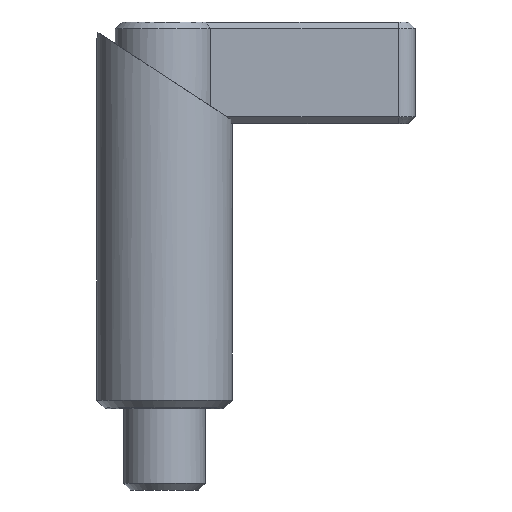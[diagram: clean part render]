
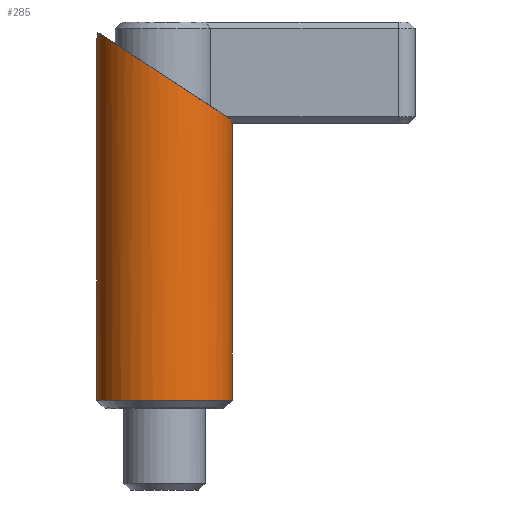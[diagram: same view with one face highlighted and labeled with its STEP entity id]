
A CAD part, front view. The second image highlights one B-rep face of the part: STEP entity #285.
In plain terms, the highlighted cylindrical face has radius 10 mm (diameter 20 mm), a partial arc.
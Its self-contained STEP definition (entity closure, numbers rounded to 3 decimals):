
#185=VERTEX_POINT('',#508);
#221=EDGE_CURVE('',#305,#329,#547,.T.);
#285=ADVANCED_FACE('',(#621),#622,.T.);
#305=VERTEX_POINT('',#645);
#311=EDGE_CURVE('',#185,#329,#651,.T.);
#329=VERTEX_POINT('',#672);
#341=VERTEX_POINT('',#684);
#343=EDGE_CURVE('',#341,#425,#686,.T.);
#395=EDGE_CURVE('',#185,#425,#744,.T.);
#419=EDGE_CURVE('',#341,#305,#771,.T.);
#425=VERTEX_POINT('',#777);
#508=CARTESIAN_POINT('',(-10.,0.,1.25));
#547=B_SPLINE_CURVE_WITH_KNOTS('',3,(#910,#911,#912,#913,#914,#915,#916,#917,#918,#919,#920,#921,#922,#923),.UNSPECIFIED.,.F.,.F.,(4,2,2,2,2,2,4),(0.938,1.236,1.648,2.06,2.472,2.884,3.296),.UNSPECIFIED.);
#621=FACE_OUTER_BOUND('',#1020,.T.);
#622=CYLINDRICAL_SURFACE('',#1021,10.);
#645=CARTESIAN_POINT('',(-9.805,-1.964,55.472));
#651=LINE('',#1073,#1074);
#672=CARTESIAN_POINT('',(-10.,0.,54.238));
#684=CARTESIAN_POINT('',(10.,0.,42.5));
#686=LINE('',#1123,#1124);
#744=CIRCLE('',#1202,10.);
#771=ELLIPSE('',#1235,11.954,10.);
#777=CARTESIAN_POINT('',(10.,0.,1.25));
#910=CARTESIAN_POINT('',(-9.805,-1.964,55.472));
#911=CARTESIAN_POINT('',(-9.814,-1.919,55.378));
#912=CARTESIAN_POINT('',(-9.824,-1.867,55.286));
#913=CARTESIAN_POINT('',(-9.85,-1.729,55.082));
#914=CARTESIAN_POINT('',(-9.865,-1.638,54.973));
#915=CARTESIAN_POINT('',(-9.896,-1.445,54.779));
#916=CARTESIAN_POINT('',(-9.911,-1.336,54.689));
#917=CARTESIAN_POINT('',(-9.94,-1.098,54.529));
#918=CARTESIAN_POINT('',(-9.954,-0.97,54.46));
#919=CARTESIAN_POINT('',(-9.976,-0.701,54.348));
#920=CARTESIAN_POINT('',(-9.985,-0.561,54.306));
#921=CARTESIAN_POINT('',(-9.997,-0.279,54.251));
#922=CARTESIAN_POINT('',(-10.,-0.137,54.238));
#923=CARTESIAN_POINT('',(-10.,0.,54.238));
#1020=EDGE_LOOP('',(#1480,#1481,#1482,#1483,#1484));
#1021=AXIS2_PLACEMENT_3D('',#1485,#1486,#1487);
#1073=CARTESIAN_POINT('',(-10.,0.,28.425));
#1074=VECTOR('',#1522,1.0);
#1123=CARTESIAN_POINT('',(10.,0.,28.425));
#1124=VECTOR('',#1557,1.0);
#1202=AXIS2_PLACEMENT_3D('',#1625,#1626,#1627);
#1235=AXIS2_PLACEMENT_3D('',#1666,#1667,#1668);
#1480=ORIENTED_EDGE('',*,*,#311,.F.);
#1481=ORIENTED_EDGE('',*,*,#395,.T.);
#1482=ORIENTED_EDGE('',*,*,#343,.F.);
#1483=ORIENTED_EDGE('',*,*,#419,.T.);
#1484=ORIENTED_EDGE('',*,*,#221,.T.);
#1485=CARTESIAN_POINT('',(0.,0.,28.425));
#1486=DIRECTION('',(0.,0.,-1.0));
#1487=DIRECTION('',(-1.0,0.,0.));
#1522=DIRECTION('',(0.,0.,1.0));
#1557=DIRECTION('',(0.,0.,-1.0));
#1625=CARTESIAN_POINT('',(0.,0.,1.25));
#1626=DIRECTION('',(0.,0.,1.0));
#1627=DIRECTION('',(-1.0,0.,0.));
#1666=CARTESIAN_POINT('',(0.,0.,49.05));
#1667=DIRECTION('',(-0.548,0.,-0.837));
#1668=DIRECTION('',(-0.837,0.,0.548));
